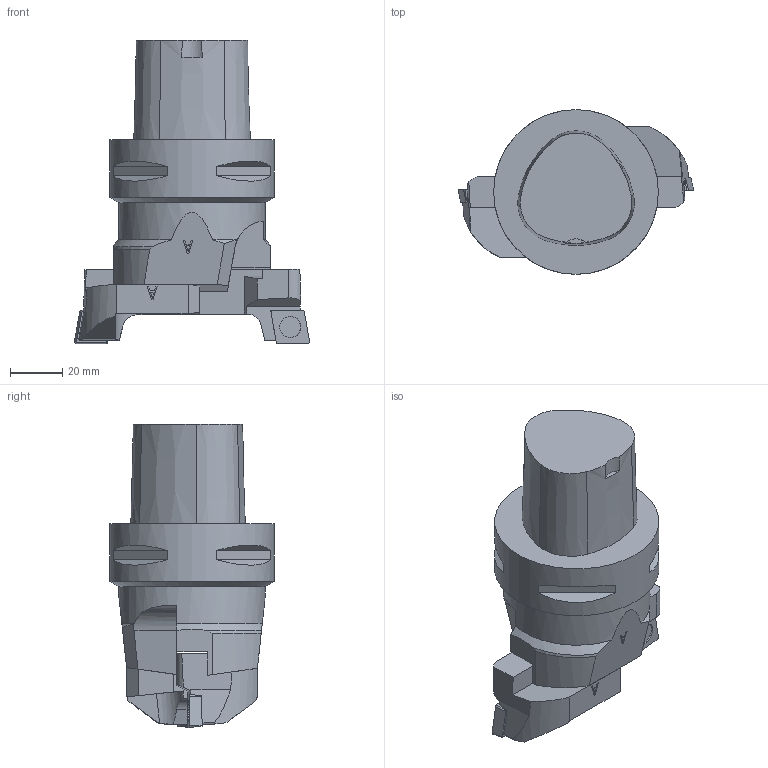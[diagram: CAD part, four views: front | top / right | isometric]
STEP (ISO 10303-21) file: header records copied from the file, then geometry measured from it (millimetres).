
FILE_DESCRIPTION(/* description */ (''),/* implementation_level */ '2;1');
FILE_NAME(/* name */ '1566827051679.stp',/* time_stamp */ '2019-08-26T15:44:19+02:00',/* author */ (''),/* organization */ ('SMS'),/* preprocessor_version */ 'ST-DEVELOPER v16.7',/* originating_system */ 'SIEMENS PLM Software NX 12.0',/* authorisation */ '');
FILE_SCHEMA (('AUTOMOTIVE_DESIGN { 1 0 10303 214 3 1 1 1 }'));
Length unit declared in the file: millimetre
Products named in the file (10): ASSEMBLY_CONSTRUCTION; 201027872mod000_00; IsoTurningInsert; 201027793mod000_00; 200953607mod000_01; 201027918mod000_01; 201027807mod000_01; 201090070mod000_01
Assembly tree (10 placements, depth 3):
  201090070mod000_01
    201027807mod000_01
      201027793mod000_00
      IsoTurningInsert
      ASSEMBLY_CONSTRUCTION
    201027918mod000_01
      201027872mod000_00
      IsoTurningInsert
      ASSEMBLY_CONSTRUCTION
    200953607mod000_01
    ASSEMBLY_CONSTRUCTION
Bounding box: 89.98 x 63 x 116 mm (x, y, z)
Volume: 228425.9 mm3; surface area: 33966 mm2
Topology: 5 solids, 5 shells, 210 faces, 546 edges, 381 vertices
Faces by surface type: plane 140, cone 25, cylinder 21, extrusion 16, torus 8
Full cylindrical faces by diameter (mm): 5.5 x4, 56 x1, 63 x1
Entity records: 6835 total; most frequent: CARTESIAN_POINT 1844, ORIENTED_EDGE 972, DIRECTION 900, EDGE_CURVE 486, VERTEX_POINT 330, AXIS2_PLACEMENT_3D 306, VECTOR 288, LINE 272
